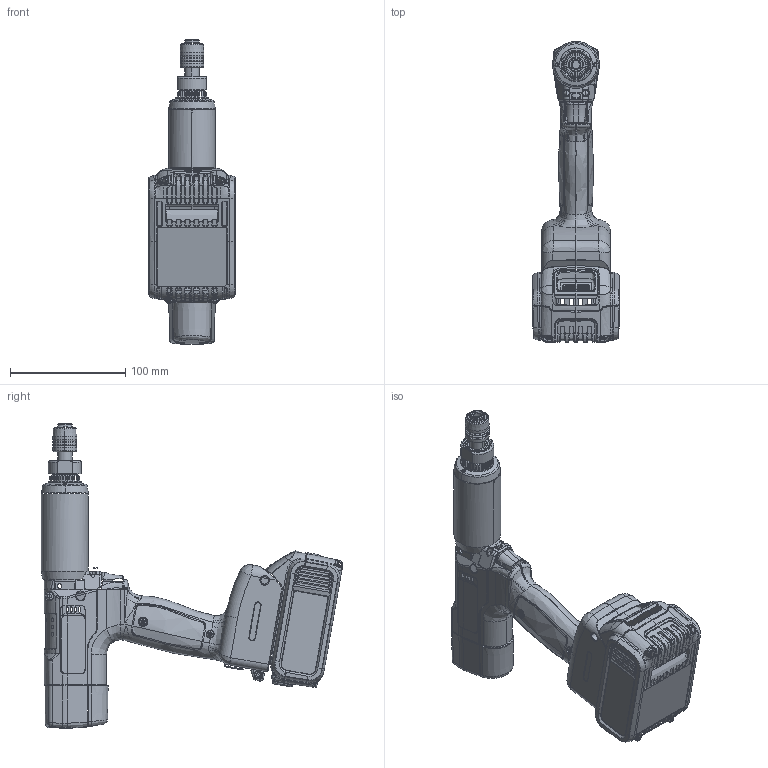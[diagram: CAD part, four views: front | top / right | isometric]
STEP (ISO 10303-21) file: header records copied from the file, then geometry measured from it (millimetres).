
FILE_DESCRIPTION((''),'2;1');
FILE_NAME('1SHRINK_B12PP-14','2015-08-03T',('TAS0721'),(''),'PRO/ENGINEER BY PARAMETRIC TECHNOLOGY CORPORATION, 2010430','PRO/ENGINEER BY PARAMETRIC TECHNOLOGY CORPORATION, 2010430','');
FILE_SCHEMA(('CONFIG_CONTROL_DESIGN'));
Products named in the file (1): 1SHRINK_B12PP-14
Bounding box: 75.5 x 261.79 x 264.63 mm (x, y, z)
Surface area: 101321 mm2 (no closed solid volume)
Topology: 0 solids, 215 shells, 1013 faces, 4801 edges, 3922 vertices
Faces by surface type: bspline 349, cylinder 292, plane 227, torus 61, cone 42, extrusion 34, sphere 6, revolution 2
Entity records: 80188 total; most frequent: CARTESIAN_POINT 47827, ORIENTED_EDGE 6114, DIRECTION 5054, EDGE_CURVE 4797, VERTEX_POINT 3922, B_SPLINE_CURVE_WITH_KNOTS 2076, VECTOR 1786, LINE 1752
